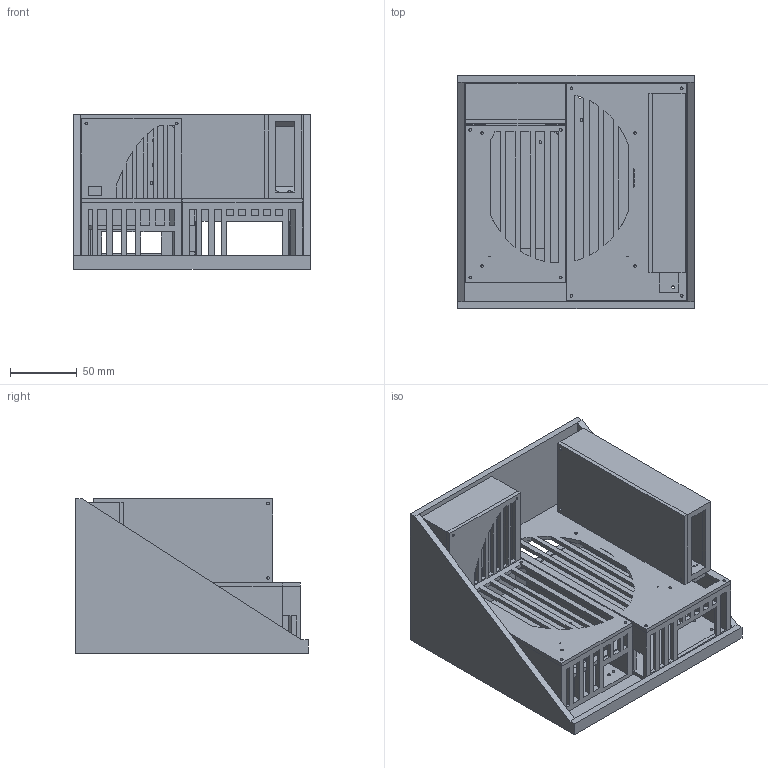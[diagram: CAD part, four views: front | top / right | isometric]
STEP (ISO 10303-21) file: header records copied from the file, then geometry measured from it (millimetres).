
FILE_DESCRIPTION(/* description */ (''),/* implementation_level */ '2;1');
FILE_NAME(/* name */ 'miata-center-console.step',/* time_stamp */ '2024-04-26T15:46:40+02:00',/* author */ (''),/* organization */ (''),/* preprocessor_version */ 'ST-DEVELOPER v20',/* originating_system */ 'Autodesk Translation Framework v12.20.1.177',/* authorisation */ '');
FILE_SCHEMA (('AUTOMOTIVE_DESIGN { 1 0 10303 214 3 1 1 }'));
Length unit declared in the file: millimetre
Products named in the file (7): miata-center-console; case; light-controller-case; computer-case; power-supply; cutouts; arduino-mega-case
Assembly tree (6 placements, depth 2):
  miata-center-console
    case
    light-controller-case
    computer-case
    power-supply
    cutouts
    arduino-mega-case
Bounding box: 178 x 175 x 116 mm (x, y, z)
Volume: 721315.2 mm3; surface area: 411582.8 mm2
Topology: 10 solids, 10 shells, 436 faces, 1211 edges, 806 vertices
Faces by surface type: plane 304, cylinder 112, bspline 20
Full cylindrical faces by diameter (mm): 2 x100, 5 x2
Entity records: 14712 total; most frequent: CARTESIAN_POINT 2655, ORIENTED_EDGE 2422, DIRECTION 2317, EDGE_CURVE 1211, LINE 943, VECTOR 943, VERTEX_POINT 806, EDGE_LOOP 707
